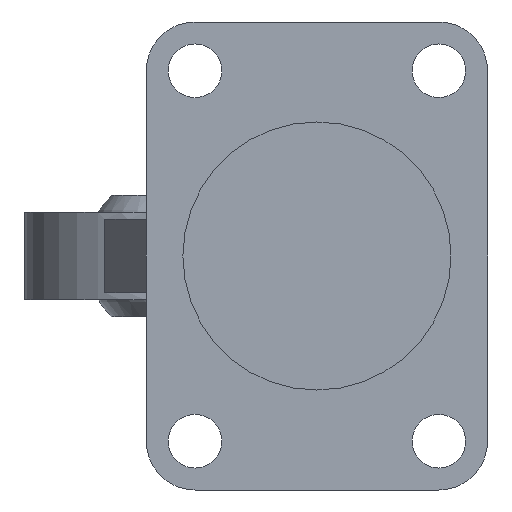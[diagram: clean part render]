
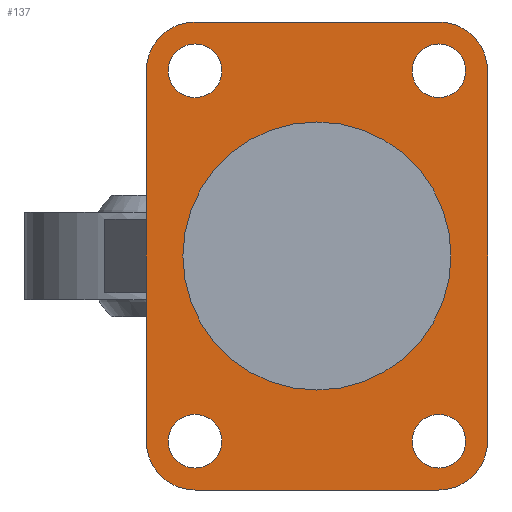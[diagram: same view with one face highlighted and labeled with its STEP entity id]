
A CAD part, front view. The second image highlights one B-rep face of the part: STEP entity #137.
In plain terms, the highlighted planar face has unit normal (0, -1, 0).
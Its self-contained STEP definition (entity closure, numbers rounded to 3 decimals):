
#137 = ADVANCED_FACE( '', ( #284, #285, #286, #287, #288, #289 ), #290, .F. );
#284 = FACE_BOUND( '', #456, .T. );
#285 = FACE_BOUND( '', #457, .T. );
#286 = FACE_BOUND( '', #458, .T. );
#287 = FACE_BOUND( '', #459, .T. );
#288 = FACE_BOUND( '', #460, .T. );
#289 = FACE_OUTER_BOUND( '', #461, .T. );
#290 = PLANE( '', #462 );
#456 = EDGE_LOOP( '', ( #670 ) );
#457 = EDGE_LOOP( '', ( #671 ) );
#458 = EDGE_LOOP( '', ( #672 ) );
#459 = EDGE_LOOP( '', ( #673 ) );
#460 = EDGE_LOOP( '', ( #674 ) );
#461 = EDGE_LOOP( '', ( #675, #676, #677, #678, #679, #680, #681, #682 ) );
#462 = AXIS2_PLACEMENT_3D( '', #683, #684, #685 );
#670 = ORIENTED_EDGE( '', *, *, #1015, .F. );
#671 = ORIENTED_EDGE( '', *, *, #1016, .F. );
#672 = ORIENTED_EDGE( '', *, *, #1003, .F. );
#673 = ORIENTED_EDGE( '', *, *, #1017, .F. );
#674 = ORIENTED_EDGE( '', *, *, #1005, .F. );
#675 = ORIENTED_EDGE( '', *, *, #987, .F. );
#676 = ORIENTED_EDGE( '', *, *, #1018, .F. );
#677 = ORIENTED_EDGE( '', *, *, #1019, .F. );
#678 = ORIENTED_EDGE( '', *, *, #1020, .F. );
#679 = ORIENTED_EDGE( '', *, *, #1021, .F. );
#680 = ORIENTED_EDGE( '', *, *, #1022, .F. );
#681 = ORIENTED_EDGE( '', *, *, #1023, .F. );
#682 = ORIENTED_EDGE( '', *, *, #1024, .F. );
#683 = CARTESIAN_POINT( '', ( 5., -71., 38. ) );
#684 = DIRECTION( '', ( 0., 1., 0. ) );
#685 = DIRECTION( '', ( 0., 0., 1. ) );
#987 = EDGE_CURVE( '', #1159, #1142, #1161, .T. );
#1003 = EDGE_CURVE( '', #1185, #1185, #1186, .T. );
#1005 = EDGE_CURVE( '', #1188, #1188, #1189, .T. );
#1015 = EDGE_CURVE( '', #1204, #1204, #1205, .T. );
#1016 = EDGE_CURVE( '', #1206, #1206, #1207, .T. );
#1017 = EDGE_CURVE( '', #1208, #1208, #1209, .T. );
#1018 = EDGE_CURVE( '', #1210, #1159, #1211, .T. );
#1019 = EDGE_CURVE( '', #1212, #1210, #1213, .T. );
#1020 = EDGE_CURVE( '', #1214, #1212, #1215, .T. );
#1021 = EDGE_CURVE( '', #1216, #1214, #1217, .T. );
#1022 = EDGE_CURVE( '', #1218, #1216, #1219, .T. );
#1023 = EDGE_CURVE( '', #1220, #1218, #1221, .T. );
#1024 = EDGE_CURVE( '', #1142, #1220, #1222, .T. );
#1142 = VERTEX_POINT( '', #1371 );
#1159 = VERTEX_POINT( '', #1396 );
#1161 = LINE( '', #1399, #1400 );
#1185 = VERTEX_POINT( '', #1430 );
#1186 = CIRCLE( '', #1431, 5.5 );
#1188 = VERTEX_POINT( '', #1433 );
#1189 = CIRCLE( '', #1434, 5.5 );
#1204 = VERTEX_POINT( '', #1452 );
#1205 = CIRCLE( '', #1453, 27.5 );
#1206 = VERTEX_POINT( '', #1454 );
#1207 = CIRCLE( '', #1455, 5.5 );
#1208 = VERTEX_POINT( '', #1456 );
#1209 = CIRCLE( '', #1457, 5.5 );
#1210 = VERTEX_POINT( '', #1458 );
#1211 = CIRCLE( '', #1459, 10. );
#1212 = VERTEX_POINT( '', #1460 );
#1213 = LINE( '', #1461, #1462 );
#1214 = VERTEX_POINT( '', #1463 );
#1215 = CIRCLE( '', #1464, 10. );
#1216 = VERTEX_POINT( '', #1465 );
#1217 = LINE( '', #1466, #1467 );
#1218 = VERTEX_POINT( '', #1468 );
#1219 = CIRCLE( '', #1469, 10. );
#1220 = VERTEX_POINT( '', #1470 );
#1221 = LINE( '', #1471, #1472 );
#1222 = CIRCLE( '', #1473, 10. );
#1371 = CARTESIAN_POINT( '', ( -5., -71., 38. ) );
#1396 = CARTESIAN_POINT( '', ( -5., -71., -38. ) );
#1399 = CARTESIAN_POINT( '', ( -5., -71., -38. ) );
#1400 = VECTOR( '', #1662, 1000. );
#1430 = CARTESIAN_POINT( '', ( 5., -71., -43.5 ) );
#1431 = AXIS2_PLACEMENT_3D( '', #1684, #1685, #1686 );
#1433 = CARTESIAN_POINT( '', ( 5., -71., 32.5 ) );
#1434 = AXIS2_PLACEMENT_3D( '', #1687, #1688, #1689 );
#1452 = CARTESIAN_POINT( '', ( 30., -71., -27.5 ) );
#1453 = AXIS2_PLACEMENT_3D( '', #1702, #1703, #1704 );
#1454 = CARTESIAN_POINT( '', ( 55., -71., 32.5 ) );
#1455 = AXIS2_PLACEMENT_3D( '', #1705, #1706, #1707 );
#1456 = CARTESIAN_POINT( '', ( 55., -71., -43.5 ) );
#1457 = AXIS2_PLACEMENT_3D( '', #1708, #1709, #1710 );
#1458 = CARTESIAN_POINT( '', ( 5., -71., -48. ) );
#1459 = AXIS2_PLACEMENT_3D( '', #1711, #1712, #1713 );
#1460 = CARTESIAN_POINT( '', ( 55., -71., -48. ) );
#1461 = CARTESIAN_POINT( '', ( 55., -71., -48. ) );
#1462 = VECTOR( '', #1714, 1000. );
#1463 = CARTESIAN_POINT( '', ( 65., -71., -38. ) );
#1464 = AXIS2_PLACEMENT_3D( '', #1715, #1716, #1717 );
#1465 = CARTESIAN_POINT( '', ( 65., -71., 38. ) );
#1466 = CARTESIAN_POINT( '', ( 65., -71., 38. ) );
#1467 = VECTOR( '', #1718, 1000. );
#1468 = CARTESIAN_POINT( '', ( 55., -71., 48. ) );
#1469 = AXIS2_PLACEMENT_3D( '', #1719, #1720, #1721 );
#1470 = CARTESIAN_POINT( '', ( 5., -71., 48. ) );
#1471 = CARTESIAN_POINT( '', ( 5., -71., 48. ) );
#1472 = VECTOR( '', #1722, 1000. );
#1473 = AXIS2_PLACEMENT_3D( '', #1723, #1724, #1725 );
#1662 = DIRECTION( '', ( 0., 0., 1. ) );
#1684 = CARTESIAN_POINT( '', ( 5., -71., -38. ) );
#1685 = DIRECTION( '', ( 0., -1., 0. ) );
#1686 = DIRECTION( '', ( 0., 0., -1. ) );
#1687 = CARTESIAN_POINT( '', ( 5., -71., 38. ) );
#1688 = DIRECTION( '', ( 0., -1., 0. ) );
#1689 = DIRECTION( '', ( 0., 0., -1. ) );
#1702 = CARTESIAN_POINT( '', ( 30., -71., 0. ) );
#1703 = DIRECTION( '', ( 0., -1., 0. ) );
#1704 = DIRECTION( '', ( 0., 0., -1. ) );
#1705 = CARTESIAN_POINT( '', ( 55., -71., 38. ) );
#1706 = DIRECTION( '', ( 0., -1., 0. ) );
#1707 = DIRECTION( '', ( 0., 0., -1. ) );
#1708 = CARTESIAN_POINT( '', ( 55., -71., -38. ) );
#1709 = DIRECTION( '', ( 0., -1., 0. ) );
#1710 = DIRECTION( '', ( 0., 0., -1. ) );
#1711 = CARTESIAN_POINT( '', ( 5., -71., -38. ) );
#1712 = DIRECTION( '', ( 0., 1., 0. ) );
#1713 = DIRECTION( '', ( 1., 0., 0. ) );
#1714 = DIRECTION( '', ( -1., 0., 0. ) );
#1715 = CARTESIAN_POINT( '', ( 55., -71., -38. ) );
#1716 = DIRECTION( '', ( 0., 1., 0. ) );
#1717 = DIRECTION( '', ( 1., 0., 0. ) );
#1718 = DIRECTION( '', ( 0., 0., -1. ) );
#1719 = CARTESIAN_POINT( '', ( 55., -71., 38. ) );
#1720 = DIRECTION( '', ( 0., 1., 0. ) );
#1721 = DIRECTION( '', ( 1., 0., 0. ) );
#1722 = DIRECTION( '', ( 1., 0., 0. ) );
#1723 = CARTESIAN_POINT( '', ( 5., -71., 38. ) );
#1724 = DIRECTION( '', ( 0., 1., 0. ) );
#1725 = DIRECTION( '', ( 1., 0., 0. ) );
